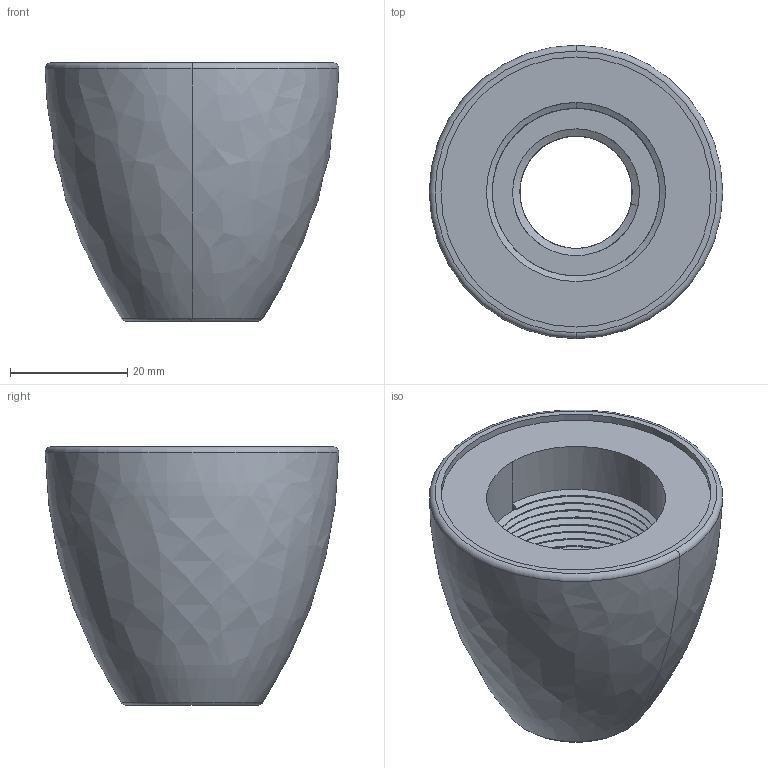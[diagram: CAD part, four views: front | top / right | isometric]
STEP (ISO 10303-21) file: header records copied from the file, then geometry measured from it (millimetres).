
FILE_DESCRIPTION((''),'2;1');
FILE_NAME('192282_ASM','2015-12-17T',('pdmadmin'),(''),'PRO/ENGINEER BY PARAMETRIC TECHNOLOGY CORPORATION, 2013230','PRO/ENGINEER BY PARAMETRIC TECHNOLOGY CORPORATION, 2013230','');
FILE_SCHEMA(('CONFIG_CONTROL_DESIGN'));
Length unit declared in the file: millimetre
Products named in the file (2): 129794; 192282_ASM
Assembly tree (1 placements, depth 2):
  192282_ASM
    129794
Bounding box: 49.99 x 49.99 x 44 mm (x, y, z)
Volume: 36381.9 mm3; surface area: 12921.7 mm2
Topology: 1 solids, 1 shells, 67 faces, 173 edges, 110 vertices
Faces by surface type: cylinder 39, bspline 17, plane 7, torus 4
Entity records: 8425 total; most frequent: CARTESIAN_POINT 6932, ORIENTED_EDGE 346, DIRECTION 216, EDGE_CURVE 173, VERTEX_POINT 110, B_SPLINE_CURVE_WITH_KNOTS 88, AXIS2_PLACEMENT_3D 78, EDGE_LOOP 71
